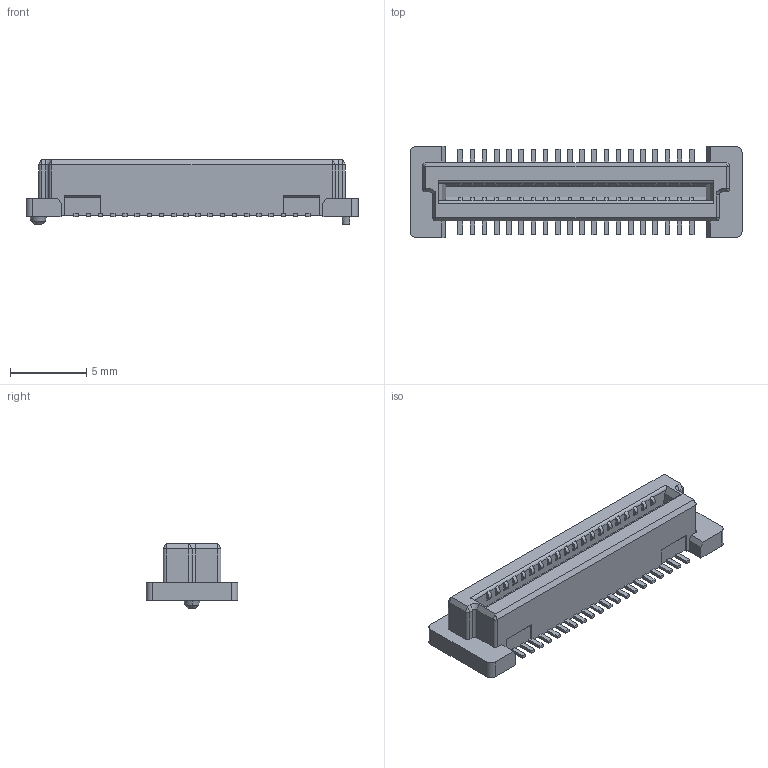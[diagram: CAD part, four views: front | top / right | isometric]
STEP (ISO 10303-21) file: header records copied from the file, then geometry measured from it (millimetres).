
FILE_DESCRIPTION((''),'2;1');
FILE_NAME('C-5177985-1','2019-01-25T06:49:27',('workeradm'),('TE Connectivity Ltd.'),'CREO PARAMETRIC BY PTC INC, 2018190','CREO PARAMETRIC BY PTC INC, 2018190','');
FILE_SCHEMA(('AUTOMOTIVE_DESIGN { 1 0 10303 214 1 1 1 1 }'));
Length unit declared in the file: millimetre
Products named in the file (1): C-5177985-1
Bounding box: 21.8 x 6 x 4.25 mm (x, y, z)
Volume: 238.2 mm3; surface area: 543.9 mm2
Topology: 1 solids, 1 shells, 619 faces, 1942 edges, 1282 vertices
Faces by surface type: plane 431, cylinder 174, cone 14
Entity records: 21700 total; most frequent: CARTESIAN_POINT 3913, ORIENTED_EDGE 3872, DIRECTION 3602, EDGE_CURVE 1936, VECTOR 1492, LINE 1492, VERTEX_POINT 1282, AXIS2_PLACEMENT_3D 1055
